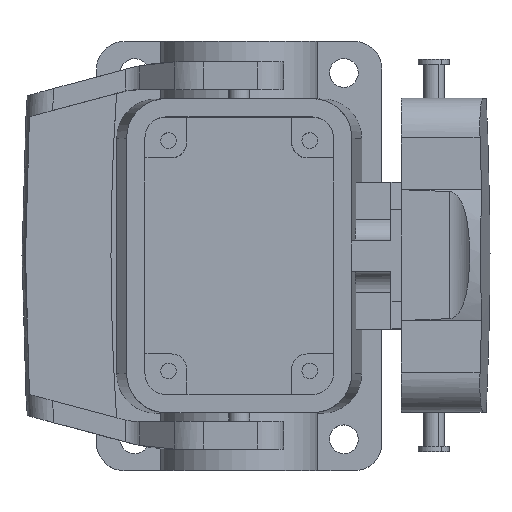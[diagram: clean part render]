
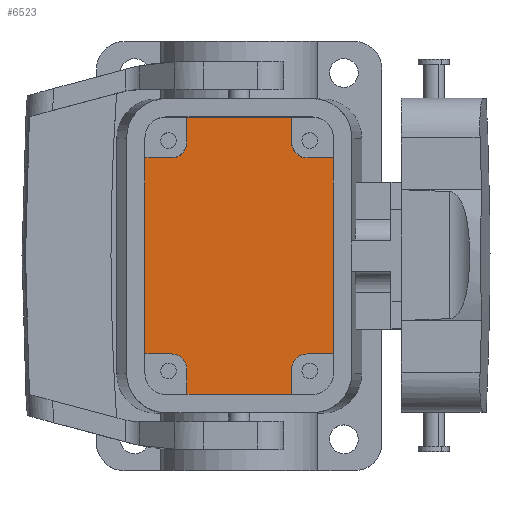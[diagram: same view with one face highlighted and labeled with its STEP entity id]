
A CAD part, top view. The second image highlights one B-rep face of the part: STEP entity #6523.
In plain terms, the highlighted planar face has unit normal (0, 0, 1).
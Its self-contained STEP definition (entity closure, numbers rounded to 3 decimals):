
#650=AXIS2_PLACEMENT_3D('Circle Axis2P3D',#648,#649,$) ;
#1584=AXIS2_PLACEMENT_3D('Circle Axis2P3D',#1582,#1583,$) ;
#6094=AXIS2_PLACEMENT_3D('Circle Axis2P3D',#6092,#6093,$) ;
#6182=AXIS2_PLACEMENT_3D('Circle Axis2P3D',#6180,#6181,$) ;
#6473=AXIS2_PLACEMENT_3D('Plane Axis2P3D',#6470,#6471,#6472) ;
#173=CARTESIAN_POINT('Vertex',(51.5,14.5,5.5)) ;
#176=CARTESIAN_POINT('Line Origine',(41.5,14.5,5.5)) ;
#180=CARTESIAN_POINT('Vertex',(31.5,14.5,5.5)) ;
#648=CARTESIAN_POINT('Axis2P3D Location',(54.5,19.25,5.5)) ;
#652=CARTESIAN_POINT('Vertex',(54.5,22.25,5.5)) ;
#654=CARTESIAN_POINT('Vertex',(51.5,19.25,5.5)) ;
#945=CARTESIAN_POINT('Vertex',(59.5,22.25,5.5)) ;
#948=CARTESIAN_POINT('Line Origine',(57.,22.25,5.5)) ;
#1048=CARTESIAN_POINT('Vertex',(54.5,59.75,5.5)) ;
#1051=CARTESIAN_POINT('Line Origine',(57.,59.75,5.5)) ;
#1055=CARTESIAN_POINT('Vertex',(59.5,59.75,5.5)) ;
#1255=CARTESIAN_POINT('Vertex',(31.5,67.5,5.5)) ;
#1258=CARTESIAN_POINT('Line Origine',(41.5,67.5,5.5)) ;
#1262=CARTESIAN_POINT('Vertex',(51.5,67.5,5.5)) ;
#1582=CARTESIAN_POINT('Axis2P3D Location',(28.5,62.75,5.5)) ;
#1586=CARTESIAN_POINT('Vertex',(28.5,59.75,5.5)) ;
#1588=CARTESIAN_POINT('Vertex',(31.5,62.75,5.5)) ;
#1881=CARTESIAN_POINT('Vertex',(23.5,59.75,5.5)) ;
#1884=CARTESIAN_POINT('Line Origine',(26.,59.75,5.5)) ;
#6092=CARTESIAN_POINT('Axis2P3D Location',(54.5,62.75,5.5)) ;
#6096=CARTESIAN_POINT('Vertex',(51.5,62.75,5.5)) ;
#6180=CARTESIAN_POINT('Axis2P3D Location',(28.5,19.25,5.5)) ;
#6184=CARTESIAN_POINT('Vertex',(31.5,19.25,5.5)) ;
#6186=CARTESIAN_POINT('Vertex',(28.5,22.25,5.5)) ;
#6206=CARTESIAN_POINT('Line Origine',(26.,22.25,5.5)) ;
#6210=CARTESIAN_POINT('Vertex',(23.5,22.25,5.5)) ;
#6470=CARTESIAN_POINT('Axis2P3D Location',(41.5,41.,5.5)) ;
#6475=CARTESIAN_POINT('Line Origine',(31.5,16.875,5.5)) ;
#6480=CARTESIAN_POINT('Line Origine',(51.5,16.875,5.5)) ;
#6485=CARTESIAN_POINT('Line Origine',(59.5,41.,5.5)) ;
#6490=CARTESIAN_POINT('Line Origine',(51.5,65.125,5.5)) ;
#6495=CARTESIAN_POINT('Line Origine',(31.5,65.125,5.5)) ;
#6500=CARTESIAN_POINT('Line Origine',(23.5,41.,5.5)) ;
#177=DIRECTION('Vector Direction',(1.,0.,0.)) ;
#649=DIRECTION('Axis2P3D Direction',(0.,0.,-1.)) ;
#949=DIRECTION('Vector Direction',(-1.,0.,0.)) ;
#1052=DIRECTION('Vector Direction',(-1.,0.,0.)) ;
#1259=DIRECTION('Vector Direction',(-1.,0.,0.)) ;
#1583=DIRECTION('Axis2P3D Direction',(-0.,-0.,-1.)) ;
#1885=DIRECTION('Vector Direction',(1.,0.,0.)) ;
#6093=DIRECTION('Axis2P3D Direction',(0.,0.,-1.)) ;
#6181=DIRECTION('Axis2P3D Direction',(0.,0.,-1.)) ;
#6207=DIRECTION('Vector Direction',(1.,0.,0.)) ;
#6471=DIRECTION('Axis2P3D Direction',(-0.,0.,1.)) ;
#6472=DIRECTION('Axis2P3D XDirection',(0.,-1.,0.)) ;
#6476=DIRECTION('Vector Direction',(0.,-1.,0.)) ;
#6481=DIRECTION('Vector Direction',(0.,-1.,0.)) ;
#6486=DIRECTION('Vector Direction',(0.,-1.,0.)) ;
#6491=DIRECTION('Vector Direction',(0.,1.,0.)) ;
#6496=DIRECTION('Vector Direction',(0.,1.,0.)) ;
#6501=DIRECTION('Vector Direction',(0.,1.,0.)) ;
#178=VECTOR('Line Direction',#177,1.) ;
#950=VECTOR('Line Direction',#949,1.) ;
#1053=VECTOR('Line Direction',#1052,1.) ;
#1260=VECTOR('Line Direction',#1259,1.) ;
#1886=VECTOR('Line Direction',#1885,1.) ;
#6208=VECTOR('Line Direction',#6207,1.) ;
#6477=VECTOR('Line Direction',#6476,1.) ;
#6482=VECTOR('Line Direction',#6481,1.) ;
#6487=VECTOR('Line Direction',#6486,1.) ;
#6492=VECTOR('Line Direction',#6491,1.) ;
#6497=VECTOR('Line Direction',#6496,1.) ;
#6502=VECTOR('Line Direction',#6501,1.) ;
#6506=ORIENTED_EDGE('',*,*,#6188,.F.) ;
#6507=ORIENTED_EDGE('',*,*,#6479,.T.) ;
#6508=ORIENTED_EDGE('',*,*,#182,.T.) ;
#6509=ORIENTED_EDGE('',*,*,#6484,.F.) ;
#6510=ORIENTED_EDGE('',*,*,#656,.F.) ;
#6511=ORIENTED_EDGE('',*,*,#952,.F.) ;
#6512=ORIENTED_EDGE('',*,*,#6489,.T.) ;
#6513=ORIENTED_EDGE('',*,*,#1057,.T.) ;
#6514=ORIENTED_EDGE('',*,*,#6098,.F.) ;
#6515=ORIENTED_EDGE('',*,*,#6494,.T.) ;
#6516=ORIENTED_EDGE('',*,*,#1264,.T.) ;
#6517=ORIENTED_EDGE('',*,*,#6499,.F.) ;
#6518=ORIENTED_EDGE('',*,*,#1590,.F.) ;
#6519=ORIENTED_EDGE('',*,*,#1888,.F.) ;
#6520=ORIENTED_EDGE('',*,*,#6504,.T.) ;
#6521=ORIENTED_EDGE('',*,*,#6212,.T.) ;
#6523=ADVANCED_FACE('Hauptk\X2\00F6\X0\rper',(#6522),#6474,.T.) ;
#651=CIRCLE('generated circle',#650,3.) ;
#1585=CIRCLE('generated circle',#1584,3.) ;
#6095=CIRCLE('generated circle',#6094,3.) ;
#6183=CIRCLE('generated circle',#6182,3.) ;
#182=EDGE_CURVE('',#181,#174,#179,.T.) ;
#656=EDGE_CURVE('',#653,#655,#651,.F.) ;
#952=EDGE_CURVE('',#946,#653,#951,.T.) ;
#1057=EDGE_CURVE('',#1056,#1049,#1054,.T.) ;
#1264=EDGE_CURVE('',#1263,#1256,#1261,.T.) ;
#1590=EDGE_CURVE('',#1587,#1589,#1585,.F.) ;
#1888=EDGE_CURVE('',#1882,#1587,#1887,.T.) ;
#6098=EDGE_CURVE('',#6097,#1049,#6095,.F.) ;
#6188=EDGE_CURVE('',#6185,#6187,#6183,.F.) ;
#6212=EDGE_CURVE('',#6211,#6187,#6209,.T.) ;
#6479=EDGE_CURVE('',#6185,#181,#6478,.T.) ;
#6484=EDGE_CURVE('',#655,#174,#6483,.T.) ;
#6489=EDGE_CURVE('',#946,#1056,#6488,.F.) ;
#6494=EDGE_CURVE('',#6097,#1263,#6493,.T.) ;
#6499=EDGE_CURVE('',#1589,#1256,#6498,.T.) ;
#6504=EDGE_CURVE('',#1882,#6211,#6503,.F.) ;
#6505=EDGE_LOOP('',(#6506,#6507,#6508,#6509,#6510,#6511,#6512,#6513,#6514,#6515,#6516,#6517,#6518,#6519,#6520,#6521)) ;
#6522=FACE_OUTER_BOUND('',#6505,.T.) ;
#179=LINE('Line',#176,#178) ;
#951=LINE('Line',#948,#950) ;
#1054=LINE('Line',#1051,#1053) ;
#1261=LINE('Line',#1258,#1260) ;
#1887=LINE('Line',#1884,#1886) ;
#6209=LINE('Line',#6206,#6208) ;
#6478=LINE('Line',#6475,#6477) ;
#6483=LINE('Line',#6480,#6482) ;
#6488=LINE('Line',#6485,#6487) ;
#6493=LINE('Line',#6490,#6492) ;
#6498=LINE('Line',#6495,#6497) ;
#6503=LINE('Line',#6500,#6502) ;
#6474=PLANE('',#6473) ;
#174=VERTEX_POINT('',#173) ;
#181=VERTEX_POINT('',#180) ;
#653=VERTEX_POINT('',#652) ;
#655=VERTEX_POINT('',#654) ;
#946=VERTEX_POINT('',#945) ;
#1049=VERTEX_POINT('',#1048) ;
#1056=VERTEX_POINT('',#1055) ;
#1256=VERTEX_POINT('',#1255) ;
#1263=VERTEX_POINT('',#1262) ;
#1587=VERTEX_POINT('',#1586) ;
#1589=VERTEX_POINT('',#1588) ;
#1882=VERTEX_POINT('',#1881) ;
#6097=VERTEX_POINT('',#6096) ;
#6185=VERTEX_POINT('',#6184) ;
#6187=VERTEX_POINT('',#6186) ;
#6211=VERTEX_POINT('',#6210) ;
